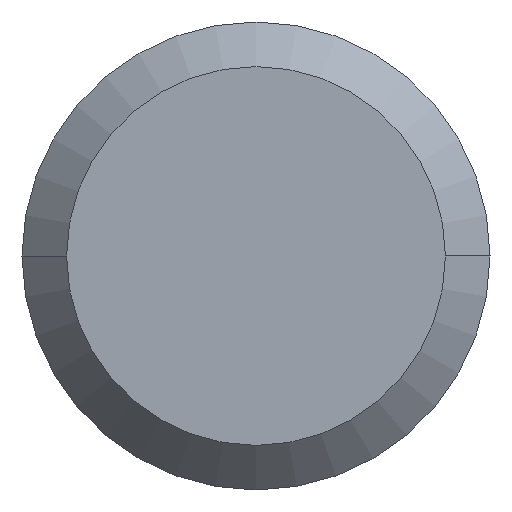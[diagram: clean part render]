
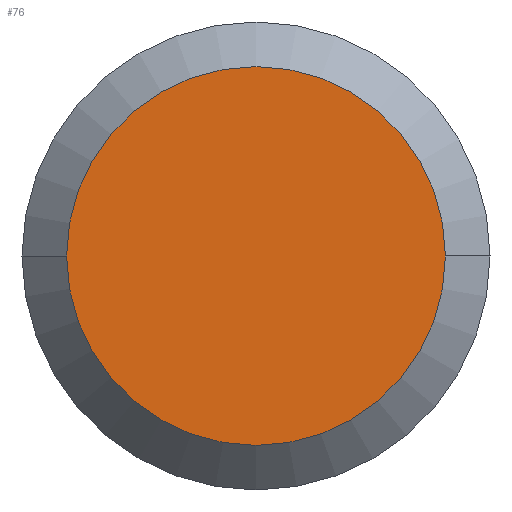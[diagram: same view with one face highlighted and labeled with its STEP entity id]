
A CAD part, left-side view. The second image highlights one B-rep face of the part: STEP entity #76.
In plain terms, the highlighted planar face has unit normal (-1, 0, 0).
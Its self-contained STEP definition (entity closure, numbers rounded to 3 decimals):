
#17 = CARTESIAN_POINT ( 'NONE',  ( 0., -3.238, 0. ) ) ;
#30 = VERTEX_POINT ( 'NONE', #246 ) ;
#46 = EDGE_CURVE ( 'NONE', #30, #151, #378, .T. ) ;
#76 = ADVANCED_FACE ( 'NONE', ( #143 ), #135, .T. ) ;
#98 = CARTESIAN_POINT ( 'NONE',  ( 0., 0., 0. ) ) ;
#124 = DIRECTION ( 'NONE',  ( 1., 0., 0. ) ) ;
#135 = PLANE ( 'NONE',  #401 ) ;
#143 = FACE_OUTER_BOUND ( 'NONE', #207, .T. ) ;
#151 = VERTEX_POINT ( 'NONE', #17 ) ;
#155 = DIRECTION ( 'NONE',  ( 0., 1., 0. ) ) ;
#201 = DIRECTION ( 'NONE',  ( 0., -1., 0. ) ) ;
#207 = EDGE_LOOP ( 'NONE', ( #218, #272 ) ) ;
#218 = ORIENTED_EDGE ( 'NONE', *, *, #46, .F. ) ;
#246 = CARTESIAN_POINT ( 'NONE',  ( 0., 3.238, 0. ) ) ;
#248 = AXIS2_PLACEMENT_3D ( 'NONE', #258, #365, #155 ) ;
#258 = CARTESIAN_POINT ( 'NONE',  ( 0., 0., 0. ) ) ;
#272 = ORIENTED_EDGE ( 'NONE', *, *, #341, .F. ) ;
#277 = CIRCLE ( 'NONE', #248, 3.238 ) ;
#322 = DIRECTION ( 'NONE',  ( -1., 0., 0. ) ) ;
#341 = EDGE_CURVE ( 'NONE', #151, #30, #277, .T. ) ;
#360 = AXIS2_PLACEMENT_3D ( 'NONE', #393, #124, #416 ) ;
#365 = DIRECTION ( 'NONE',  ( 1., 0., 0. ) ) ;
#378 = CIRCLE ( 'NONE', #360, 3.238 ) ;
#393 = CARTESIAN_POINT ( 'NONE',  ( 0., 0., 0. ) ) ;
#401 = AXIS2_PLACEMENT_3D ( 'NONE', #98, #322, #201 ) ;
#416 = DIRECTION ( 'NONE',  ( 0., 1., 0. ) ) ;
